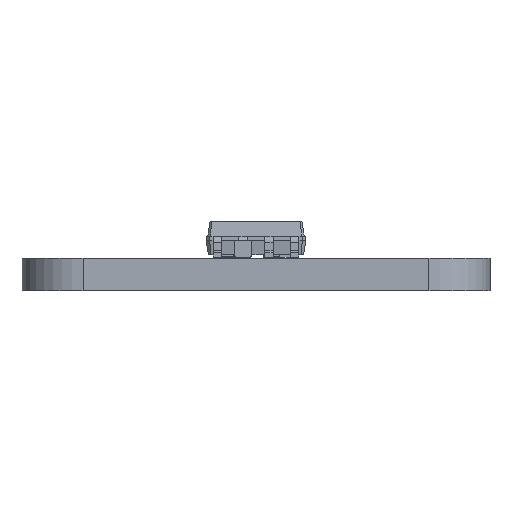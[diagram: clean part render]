
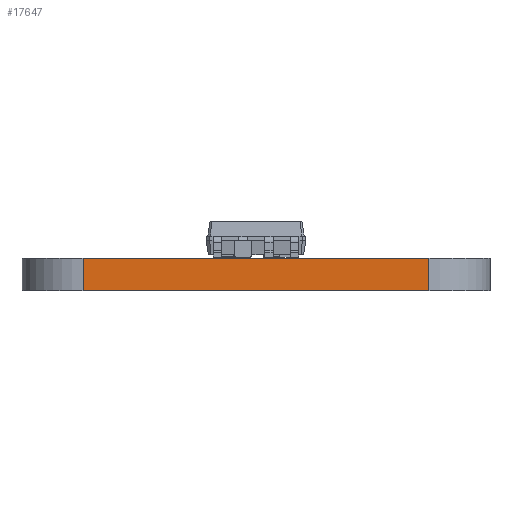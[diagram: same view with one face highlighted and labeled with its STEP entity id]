
A CAD part, left-side view. The second image highlights one B-rep face of the part: STEP entity #17647.
In plain terms, the highlighted planar face has unit normal (-1, 0, 0).
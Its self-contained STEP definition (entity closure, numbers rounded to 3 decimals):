
#17529 = EDGE_CURVE('',#17530,#17532,#17534,.T.);
#17530 = VERTEX_POINT('',#17531);
#17531 = CARTESIAN_POINT('',(180.,-106.,0.));
#17532 = VERTEX_POINT('',#17533);
#17533 = CARTESIAN_POINT('',(180.,-106.,1.6));
#17534 = SURFACE_CURVE('',#17535,(#17539,#17551),.PCURVE_S1.);
#17535 = LINE('',#17536,#17537);
#17536 = CARTESIAN_POINT('',(180.,-106.,0.));
#17537 = VECTOR('',#17538,1.);
#17538 = DIRECTION('',(0.,0.,1.));
#17539 = PCURVE('',#17540,#17545);
#17540 = CYLINDRICAL_SURFACE('',#17541,3.);
#17541 = AXIS2_PLACEMENT_3D('',#17542,#17543,#17544);
#17542 = CARTESIAN_POINT('',(183.,-106.,0.));
#17543 = DIRECTION('',(-0.,-0.,-1.));
#17544 = DIRECTION('',(1.,0.,-0.));
#17545 = DEFINITIONAL_REPRESENTATION('',(#17546),#17550);
#17546 = LINE('',#17547,#17548);
#17547 = CARTESIAN_POINT('',(-3.142,0.));
#17548 = VECTOR('',#17549,1.);
#17549 = DIRECTION('',(-0.,-1.));
#17550 = ( GEOMETRIC_REPRESENTATION_CONTEXT(2) 
PARAMETRIC_REPRESENTATION_CONTEXT() REPRESENTATION_CONTEXT('2D SPACE',''
  ) );
#17551 = PCURVE('',#17552,#17557);
#17552 = PLANE('',#17553);
#17553 = AXIS2_PLACEMENT_3D('',#17554,#17555,#17556);
#17554 = CARTESIAN_POINT('',(180.,-106.,0.));
#17555 = DIRECTION('',(-1.,0.,0.));
#17556 = DIRECTION('',(0.,1.,0.));
#17557 = DEFINITIONAL_REPRESENTATION('',(#17558),#17562);
#17558 = LINE('',#17559,#17560);
#17559 = CARTESIAN_POINT('',(0.,0.));
#17560 = VECTOR('',#17561,1.);
#17561 = DIRECTION('',(0.,-1.));
#17562 = ( GEOMETRIC_REPRESENTATION_CONTEXT(2) 
PARAMETRIC_REPRESENTATION_CONTEXT() REPRESENTATION_CONTEXT('2D SPACE',''
  ) );
#17581 = PLANE('',#17582);
#17582 = AXIS2_PLACEMENT_3D('',#17583,#17584,#17585);
#17583 = CARTESIAN_POINT('',(208.182,-97.5,1.6));
#17584 = DIRECTION('',(0.,0.,1.));
#17585 = DIRECTION('',(1.,0.,-0.));
#17636 = PLANE('',#17637);
#17637 = AXIS2_PLACEMENT_3D('',#17638,#17639,#17640);
#17638 = CARTESIAN_POINT('',(208.182,-97.5,0.));
#17639 = DIRECTION('',(0.,0.,1.));
#17640 = DIRECTION('',(1.,0.,-0.));
#17647 = ADVANCED_FACE('',(#17648),#17552,.T.);
#17648 = FACE_BOUND('',#17649,.T.);
#17649 = EDGE_LOOP('',(#17650,#17651,#17674,#17702));
#17650 = ORIENTED_EDGE('',*,*,#17529,.T.);
#17651 = ORIENTED_EDGE('',*,*,#17652,.T.);
#17652 = EDGE_CURVE('',#17532,#17653,#17655,.T.);
#17653 = VERTEX_POINT('',#17654);
#17654 = CARTESIAN_POINT('',(180.,-89.,1.6));
#17655 = SURFACE_CURVE('',#17656,(#17660,#17667),.PCURVE_S1.);
#17656 = LINE('',#17657,#17658);
#17657 = CARTESIAN_POINT('',(180.,-106.,1.6));
#17658 = VECTOR('',#17659,1.);
#17659 = DIRECTION('',(0.,1.,0.));
#17660 = PCURVE('',#17552,#17661);
#17661 = DEFINITIONAL_REPRESENTATION('',(#17662),#17666);
#17662 = LINE('',#17663,#17664);
#17663 = CARTESIAN_POINT('',(0.,-1.6));
#17664 = VECTOR('',#17665,1.);
#17665 = DIRECTION('',(1.,0.));
#17666 = ( GEOMETRIC_REPRESENTATION_CONTEXT(2) 
PARAMETRIC_REPRESENTATION_CONTEXT() REPRESENTATION_CONTEXT('2D SPACE',''
  ) );
#17667 = PCURVE('',#17581,#17668);
#17668 = DEFINITIONAL_REPRESENTATION('',(#17669),#17673);
#17669 = LINE('',#17670,#17671);
#17670 = CARTESIAN_POINT('',(-28.182,-8.5));
#17671 = VECTOR('',#17672,1.);
#17672 = DIRECTION('',(0.,1.));
#17673 = ( GEOMETRIC_REPRESENTATION_CONTEXT(2) 
PARAMETRIC_REPRESENTATION_CONTEXT() REPRESENTATION_CONTEXT('2D SPACE',''
  ) );
#17674 = ORIENTED_EDGE('',*,*,#17675,.F.);
#17675 = EDGE_CURVE('',#17676,#17653,#17678,.T.);
#17676 = VERTEX_POINT('',#17677);
#17677 = CARTESIAN_POINT('',(180.,-89.,0.));
#17678 = SURFACE_CURVE('',#17679,(#17683,#17690),.PCURVE_S1.);
#17679 = LINE('',#17680,#17681);
#17680 = CARTESIAN_POINT('',(180.,-89.,0.));
#17681 = VECTOR('',#17682,1.);
#17682 = DIRECTION('',(0.,0.,1.));
#17683 = PCURVE('',#17552,#17684);
#17684 = DEFINITIONAL_REPRESENTATION('',(#17685),#17689);
#17685 = LINE('',#17686,#17687);
#17686 = CARTESIAN_POINT('',(17.,0.));
#17687 = VECTOR('',#17688,1.);
#17688 = DIRECTION('',(0.,-1.));
#17689 = ( GEOMETRIC_REPRESENTATION_CONTEXT(2) 
PARAMETRIC_REPRESENTATION_CONTEXT() REPRESENTATION_CONTEXT('2D SPACE',''
  ) );
#17690 = PCURVE('',#17691,#17696);
#17691 = CYLINDRICAL_SURFACE('',#17692,3.);
#17692 = AXIS2_PLACEMENT_3D('',#17693,#17694,#17695);
#17693 = CARTESIAN_POINT('',(183.,-89.,0.));
#17694 = DIRECTION('',(-0.,-0.,-1.));
#17695 = DIRECTION('',(1.,0.,-0.));
#17696 = DEFINITIONAL_REPRESENTATION('',(#17697),#17701);
#17697 = LINE('',#17698,#17699);
#17698 = CARTESIAN_POINT('',(-3.142,0.));
#17699 = VECTOR('',#17700,1.);
#17700 = DIRECTION('',(-0.,-1.));
#17701 = ( GEOMETRIC_REPRESENTATION_CONTEXT(2) 
PARAMETRIC_REPRESENTATION_CONTEXT() REPRESENTATION_CONTEXT('2D SPACE',''
  ) );
#17702 = ORIENTED_EDGE('',*,*,#17703,.F.);
#17703 = EDGE_CURVE('',#17530,#17676,#17704,.T.);
#17704 = SURFACE_CURVE('',#17705,(#17709,#17716),.PCURVE_S1.);
#17705 = LINE('',#17706,#17707);
#17706 = CARTESIAN_POINT('',(180.,-106.,0.));
#17707 = VECTOR('',#17708,1.);
#17708 = DIRECTION('',(0.,1.,0.));
#17709 = PCURVE('',#17552,#17710);
#17710 = DEFINITIONAL_REPRESENTATION('',(#17711),#17715);
#17711 = LINE('',#17712,#17713);
#17712 = CARTESIAN_POINT('',(0.,0.));
#17713 = VECTOR('',#17714,1.);
#17714 = DIRECTION('',(1.,0.));
#17715 = ( GEOMETRIC_REPRESENTATION_CONTEXT(2) 
PARAMETRIC_REPRESENTATION_CONTEXT() REPRESENTATION_CONTEXT('2D SPACE',''
  ) );
#17716 = PCURVE('',#17636,#17717);
#17717 = DEFINITIONAL_REPRESENTATION('',(#17718),#17722);
#17718 = LINE('',#17719,#17720);
#17719 = CARTESIAN_POINT('',(-28.182,-8.5));
#17720 = VECTOR('',#17721,1.);
#17721 = DIRECTION('',(0.,1.));
#17722 = ( GEOMETRIC_REPRESENTATION_CONTEXT(2) 
PARAMETRIC_REPRESENTATION_CONTEXT() REPRESENTATION_CONTEXT('2D SPACE',''
  ) );
